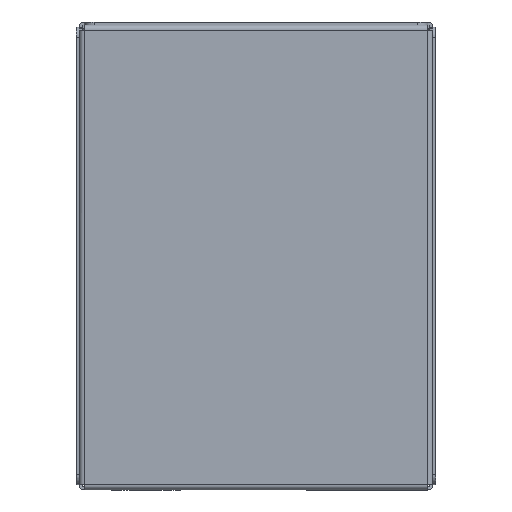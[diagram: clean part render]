
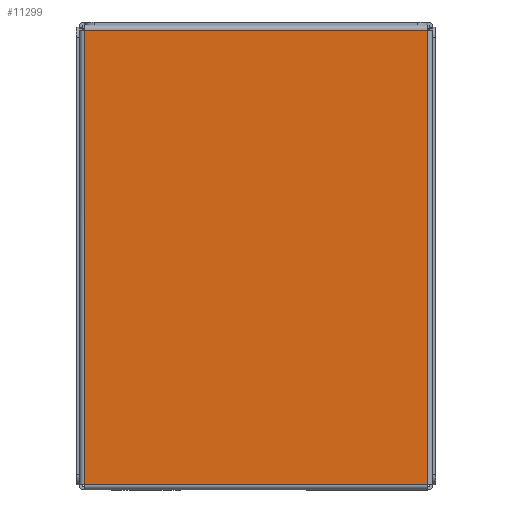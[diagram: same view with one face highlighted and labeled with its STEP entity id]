
A CAD part, front view. The second image highlights one B-rep face of the part: STEP entity #11299.
In plain terms, the highlighted planar face has unit normal (0, -1, 0).
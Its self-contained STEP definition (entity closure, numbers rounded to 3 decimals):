
#40 = VERTEX_POINT ( 'NONE', #11718 ) ;
#129 = LINE ( 'NONE', #8961, #13201 ) ;
#192 = CARTESIAN_POINT ( 'NONE',  ( -85., 0., 227.5 ) ) ;
#611 = EDGE_CURVE ( 'NONE', #12214, #40, #129, .T. ) ;
#817 = VECTOR ( 'NONE', #9582, 1000. ) ;
#2307 = EDGE_CURVE ( 'NONE', #9498, #12214, #13502, .T. ) ;
#2931 = EDGE_CURVE ( 'NONE', #4105, #9498, #6444, .T. ) ;
#3247 = LINE ( 'NONE', #11675, #9980 ) ;
#3455 = ORIENTED_EDGE ( 'NONE', *, *, #2931, .T. ) ;
#4105 = VERTEX_POINT ( 'NONE', #9943 ) ;
#4218 = DIRECTION ( 'NONE',  ( 0., 1., 0. ) ) ;
#4419 = AXIS2_PLACEMENT_3D ( 'NONE', #9652, #4218, #4428 ) ;
#4428 = DIRECTION ( 'NONE',  ( 0., 0., 1. ) ) ;
#4641 = EDGE_LOOP ( 'NONE', ( #11039, #5936, #3455, #8253 ) ) ;
#5936 = ORIENTED_EDGE ( 'NONE', *, *, #12550, .F. ) ;
#6444 = LINE ( 'NONE', #7355, #817 ) ;
#6653 = DIRECTION ( 'NONE',  ( -1., 0., 0. ) ) ;
#7355 = CARTESIAN_POINT ( 'NONE',  ( 85., 0., 2.5 ) ) ;
#8216 = DIRECTION ( 'NONE',  ( -1., 0., 0. ) ) ;
#8253 = ORIENTED_EDGE ( 'NONE', *, *, #2307, .T. ) ;
#8961 = CARTESIAN_POINT ( 'NONE',  ( -85., 0., 227.5 ) ) ;
#9184 = CARTESIAN_POINT ( 'NONE',  ( 85., 0., 227.5 ) ) ;
#9498 = VERTEX_POINT ( 'NONE', #9184 ) ;
#9513 = FACE_OUTER_BOUND ( 'NONE', #4641, .T. ) ;
#9582 = DIRECTION ( 'NONE',  ( 0., 0., 1. ) ) ;
#9652 = CARTESIAN_POINT ( 'NONE',  ( 87.5, 0., 230. ) ) ;
#9686 = DIRECTION ( 'NONE',  ( 0., 0., -1. ) ) ;
#9943 = CARTESIAN_POINT ( 'NONE',  ( 85., 0., 2.5 ) ) ;
#9980 = VECTOR ( 'NONE', #6653, 1000. ) ;
#11039 = ORIENTED_EDGE ( 'NONE', *, *, #611, .T. ) ;
#11220 = CARTESIAN_POINT ( 'NONE',  ( 87.5, 0., 227.5 ) ) ;
#11299 = ADVANCED_FACE ( 'NONE', ( #9513 ), #13751, .F. ) ;
#11675 = CARTESIAN_POINT ( 'NONE',  ( 87.5, 0., 2.5 ) ) ;
#11718 = CARTESIAN_POINT ( 'NONE',  ( -85., 0., 2.5 ) ) ;
#12214 = VERTEX_POINT ( 'NONE', #192 ) ;
#12550 = EDGE_CURVE ( 'NONE', #4105, #40, #3247, .T. ) ;
#13201 = VECTOR ( 'NONE', #9686, 1000. ) ;
#13502 = LINE ( 'NONE', #11220, #13676 ) ;
#13676 = VECTOR ( 'NONE', #8216, 1000. ) ;
#13751 = PLANE ( 'NONE',  #4419 ) ;
